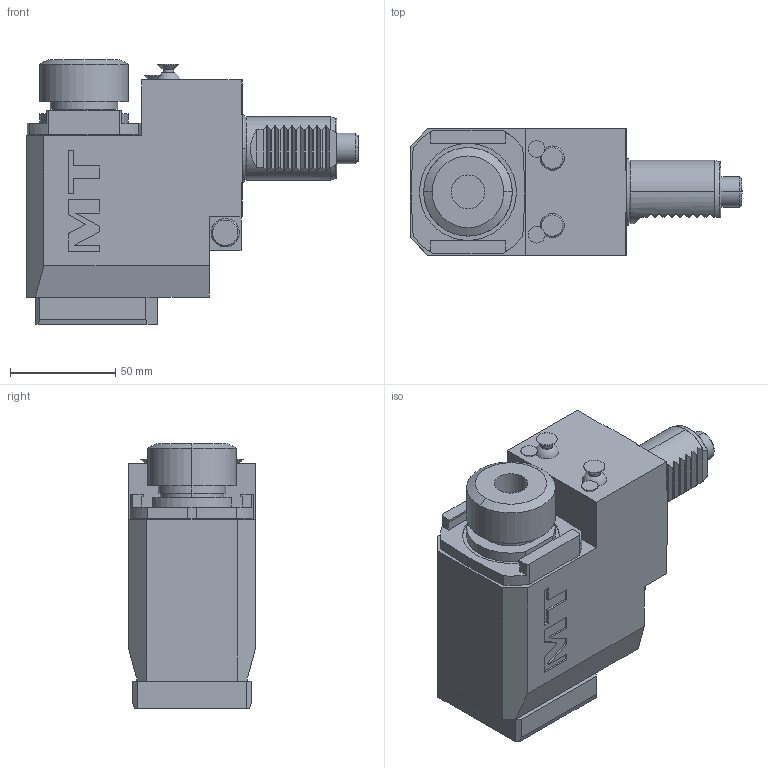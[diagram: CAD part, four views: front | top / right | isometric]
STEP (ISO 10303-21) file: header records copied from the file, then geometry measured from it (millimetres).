
FILE_DESCRIPTION((''),'2;1');
FILE_NAME('SAU0201225_CONF','2023-11-17T08:50:37',('smalpassi'),('M.T. srl'),'CREO PARAMETRIC BY PTC INC, 2021072','CREO PARAMETRIC BY PTC INC, 2021072','');
FILE_SCHEMA(('CONFIG_CONTROL_DESIGN'));
Length unit declared in the file: millimetre
Products named in the file (1): SAU0201225_CONF
Bounding box: 157.5 x 60 x 125.66 mm (x, y, z)
Volume: 631945.6 mm3; surface area: 63960.2 mm2
Topology: 1 solids, 1 shells, 246 faces, 627 edges, 410 vertices
Faces by surface type: plane 153, cylinder 58, cone 23, torus 6, extrusion 4, sphere 2
Entity records: 8057 total; most frequent: CARTESIAN_POINT 2047, ORIENTED_EDGE 1254, DIRECTION 1190, EDGE_CURVE 627, VECTOR 414, LINE 410, VERTEX_POINT 410, AXIS2_PLACEMENT_3D 388
